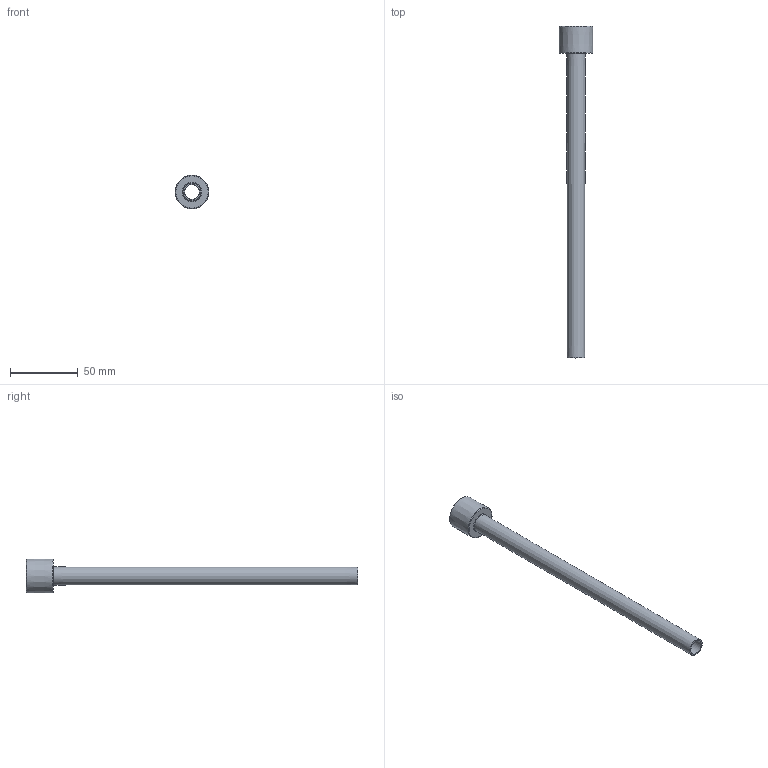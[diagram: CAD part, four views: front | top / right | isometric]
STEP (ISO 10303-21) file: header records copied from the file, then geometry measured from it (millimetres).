
FILE_DESCRIPTION(('FreeCAD Model'),'2;1');
FILE_NAME('Open CASCADE Shape Model','2025-03-04T18:04:36',(''),(''), 'Open CASCADE STEP processor 7.8','FreeCAD','Unknown');
FILE_SCHEMA(('AUTOMOTIVE_DESIGN { 1 0 10303 214 1 1 1 1 }'));
Length unit declared in the file: millimetre
Products named in the file (1): MoldSpoke
Bounding box: 25 x 245 x 25 mm (x, y, z)
Volume: 17179.8 mm3; surface area: 20580.4 mm2
Topology: 1 solids, 1 shells, 33 faces, 80 edges, 50 vertices
Faces by surface type: bspline 16, cylinder 8, plane 4, cone 3, torus 2
Full cylindrical faces by diameter (mm): 11 x7
Entity records: 5985 total; most frequent: CARTESIAN_POINT 4594, DIRECTION 162, ORIENTED_EDGE 160, PCURVE 160, DEFINITIONAL_REPRESENTATION 160, B_SPLINE_CURVE_WITH_KNOTS 125, LINE 98, VECTOR 98
